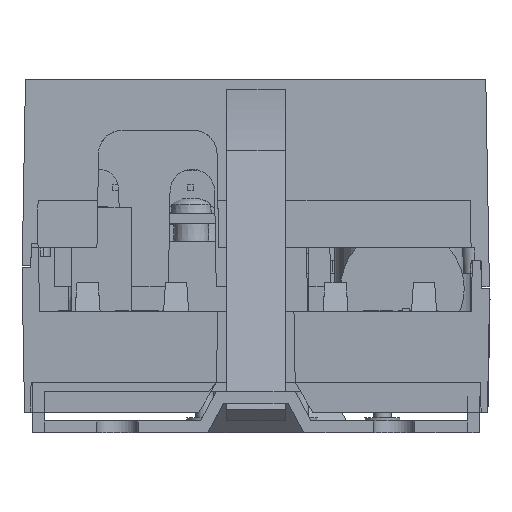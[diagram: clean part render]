
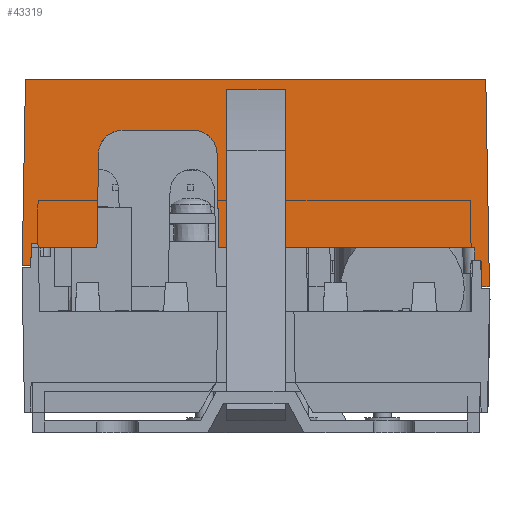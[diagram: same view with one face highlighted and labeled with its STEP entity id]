
A CAD part, front view. The second image highlights one B-rep face of the part: STEP entity #43319.
In plain terms, the highlighted face is planar.
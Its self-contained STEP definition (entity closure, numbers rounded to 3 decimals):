
#36765=ELLIPSE('',#153815,4.001,4.);
#36766=ELLIPSE('',#153816,4.001,4.);
#38974=FACE_OUTER_BOUND('',#80423,.T.);
#43319=ADVANCED_FACE('',(#38974),#47612,.T.);
#47612=PLANE('',#153817);
#57300=LINE('',#211932,#70538);
#57301=LINE('',#211940,#70539);
#57305=LINE('',#211951,#70543);
#57309=LINE('',#211959,#70547);
#57338=LINE('',#212022,#70576);
#57339=LINE('',#212025,#70577);
#57340=LINE('',#212027,#70578);
#57341=LINE('',#212029,#70579);
#57342=LINE('',#212031,#70580);
#57343=LINE('',#212033,#70581);
#57344=LINE('',#212037,#70582);
#57345=LINE('',#212041,#70583);
#57346=LINE('',#212042,#70584);
#57347=LINE('',#212043,#70585);
#57348=LINE('',#212044,#70586);
#57349=LINE('',#212045,#70587);
#57350=LINE('',#212047,#70588);
#57351=LINE('',#212049,#70589);
#57352=LINE('',#212051,#70590);
#57353=LINE('',#212053,#70591);
#70538=VECTOR('',#169017,1.);
#70539=VECTOR('',#169024,1.);
#70543=VECTOR('',#169032,1.);
#70547=VECTOR('',#169036,1.);
#70576=VECTOR('',#169091,1.);
#70577=VECTOR('',#169092,1.);
#70578=VECTOR('',#169093,1.);
#70579=VECTOR('',#169094,1.);
#70580=VECTOR('',#169095,1.);
#70581=VECTOR('',#169096,1.);
#70582=VECTOR('',#169099,1.);
#70583=VECTOR('',#169102,1.);
#70584=VECTOR('',#169103,1.);
#70585=VECTOR('',#169104,1.);
#70586=VECTOR('',#169105,1.);
#70587=VECTOR('',#169106,1.);
#70588=VECTOR('',#169107,1.);
#70589=VECTOR('',#169108,1.);
#70590=VECTOR('',#169109,1.);
#70591=VECTOR('',#169110,1.);
#80423=EDGE_LOOP('',(#98703,#98704,#98705,#98706,#98707,#98708,#98709,#98710,
#98711,#98712,#98713,#98714,#98715,#98716,#98717,#98718,#98719,#98720,#98721,
#98722,#98723,#98724));
#98703=ORIENTED_EDGE('',*,*,#137925,.T.);
#98704=ORIENTED_EDGE('',*,*,#137926,.F.);
#98705=ORIENTED_EDGE('',*,*,#137927,.T.);
#98706=ORIENTED_EDGE('',*,*,#137928,.F.);
#98707=ORIENTED_EDGE('',*,*,#137929,.F.);
#98708=ORIENTED_EDGE('',*,*,#137930,.F.);
#98709=ORIENTED_EDGE('',*,*,#137931,.T.);
#98710=ORIENTED_EDGE('',*,*,#137932,.F.);
#98711=ORIENTED_EDGE('',*,*,#137933,.T.);
#98712=ORIENTED_EDGE('',*,*,#137934,.F.);
#98713=ORIENTED_EDGE('',*,*,#137893,.F.);
#98714=ORIENTED_EDGE('',*,*,#137935,.T.);
#98715=ORIENTED_EDGE('',*,*,#137881,.T.);
#98716=ORIENTED_EDGE('',*,*,#137936,.F.);
#98717=ORIENTED_EDGE('',*,*,#137884,.T.);
#98718=ORIENTED_EDGE('',*,*,#137937,.T.);
#98719=ORIENTED_EDGE('',*,*,#137889,.F.);
#98720=ORIENTED_EDGE('',*,*,#137938,.T.);
#98721=ORIENTED_EDGE('',*,*,#137939,.T.);
#98722=ORIENTED_EDGE('',*,*,#137940,.T.);
#98723=ORIENTED_EDGE('',*,*,#137941,.F.);
#98724=ORIENTED_EDGE('',*,*,#137942,.T.);
#121272=VERTEX_POINT('',#211933);
#121273=VERTEX_POINT('',#211934);
#121274=VERTEX_POINT('',#211938);
#121275=VERTEX_POINT('',#211939);
#121277=VERTEX_POINT('',#211944);
#121280=VERTEX_POINT('',#211950);
#121281=VERTEX_POINT('',#211952);
#121284=VERTEX_POINT('',#211958);
#121306=VERTEX_POINT('',#212023);
#121307=VERTEX_POINT('',#212024);
#121308=VERTEX_POINT('',#212026);
#121309=VERTEX_POINT('',#212028);
#121310=VERTEX_POINT('',#212030);
#121311=VERTEX_POINT('',#212032);
#121312=VERTEX_POINT('',#212034);
#121313=VERTEX_POINT('',#212036);
#121314=VERTEX_POINT('',#212038);
#121315=VERTEX_POINT('',#212040);
#121316=VERTEX_POINT('',#212046);
#121317=VERTEX_POINT('',#212048);
#121318=VERTEX_POINT('',#212050);
#121319=VERTEX_POINT('',#212052);
#137881=EDGE_CURVE('',#121272,#121273,#57300,.T.);
#137884=EDGE_CURVE('',#121274,#121275,#57301,.T.);
#137889=EDGE_CURVE('',#121280,#121281,#57305,.T.);
#137893=EDGE_CURVE('',#121284,#121277,#57309,.T.);
#137925=EDGE_CURVE('',#121306,#121307,#57338,.T.);
#137926=EDGE_CURVE('',#121308,#121307,#57339,.T.);
#137927=EDGE_CURVE('',#121308,#121309,#57340,.T.);
#137928=EDGE_CURVE('',#121310,#121309,#57341,.T.);
#137929=EDGE_CURVE('',#121311,#121310,#57342,.T.);
#137930=EDGE_CURVE('',#121312,#121311,#57343,.T.);
#137931=EDGE_CURVE('',#121312,#121313,#36765,.T.);
#137932=EDGE_CURVE('',#121314,#121313,#57344,.T.);
#137933=EDGE_CURVE('',#121314,#121315,#36766,.T.);
#137934=EDGE_CURVE('',#121277,#121315,#57345,.T.);
#137935=EDGE_CURVE('',#121284,#121272,#57346,.T.);
#137936=EDGE_CURVE('',#121274,#121273,#57347,.T.);
#137937=EDGE_CURVE('',#121275,#121281,#57348,.T.);
#137938=EDGE_CURVE('',#121280,#121316,#57349,.T.);
#137939=EDGE_CURVE('',#121316,#121317,#57350,.T.);
#137940=EDGE_CURVE('',#121317,#121318,#57351,.T.);
#137941=EDGE_CURVE('',#121319,#121318,#57352,.T.);
#137942=EDGE_CURVE('',#121319,#121306,#57353,.T.);
#153815=AXIS2_PLACEMENT_3D('',#212035,#169097,#169098);
#153816=AXIS2_PLACEMENT_3D('',#212039,#169100,#169101);
#153817=AXIS2_PLACEMENT_3D('',#212054,#169111,#169112);
#169017=DIRECTION('',(0.017,0.,1.));
#169024=DIRECTION('',(-0.017,0.,-1.));
#169032=DIRECTION('',(0.,1.,0.));
#169036=DIRECTION('',(0.,1.,0.));
#169091=DIRECTION('',(0.,1.,0.));
#169092=DIRECTION('',(0.017,-0.017,1.));
#169093=DIRECTION('',(0.,-1.,0.));
#169094=DIRECTION('',(-0.017,0.017,-1.));
#169095=DIRECTION('',(0.,1.,0.));
#169096=DIRECTION('',(-0.017,0.017,-1.));
#169097=DIRECTION('',(1.,0.,-0.017));
#169098=DIRECTION('',(0.017,0.,1.));
#169099=DIRECTION('',(0.,1.,0.));
#169100=DIRECTION('',(1.,0.,-0.017));
#169101=DIRECTION('',(0.017,0.,1.));
#169102=DIRECTION('',(0.017,0.017,1.));
#169103=DIRECTION('',(0.017,0.,1.));
#169104=DIRECTION('',(0.,1.,0.));
#169105=DIRECTION('',(-0.017,0.,-1.));
#169106=DIRECTION('',(-0.017,-0.017,-1.));
#169107=DIRECTION('',(0.,-1.,0.));
#169108=DIRECTION('',(-0.017,-0.017,-1.));
#169109=DIRECTION('',(0.,1.,0.));
#169110=DIRECTION('',(0.017,0.017,1.));
#169111=DIRECTION('',(-1.,0.,0.017));
#169112=DIRECTION('',(-0.017,0.,-1.));
#211932=CARTESIAN_POINT('',(-132.799,-9.509,53.246));
#211933=CARTESIAN_POINT('',(-132.844,-9.509,50.67));
#211934=CARTESIAN_POINT('',(-132.754,-9.509,55.821));
#211938=CARTESIAN_POINT('',(-132.754,-19.509,55.821));
#211939=CARTESIAN_POINT('',(-132.844,-19.509,50.67));
#211940=CARTESIAN_POINT('',(-132.725,-19.509,57.484));
#211944=CARTESIAN_POINT('',(-133.224,-8.169,28.904));
#211950=CARTESIAN_POINT('',(-133.224,-51.578,28.904));
#211951=CARTESIAN_POINT('',(-133.224,-14.449,28.904));
#211952=CARTESIAN_POINT('',(-133.224,-19.509,28.904));
#211958=CARTESIAN_POINT('',(-133.224,-9.509,28.904));
#211959=CARTESIAN_POINT('',(-133.224,-14.449,28.904));
#212022=CARTESIAN_POINT('',(-132.725,-14.449,57.484));
#212023=CARTESIAN_POINT('',(-132.725,-53.579,57.484));
#212024=CARTESIAN_POINT('',(-132.725,24.681,57.484));
#212025=CARTESIAN_POINT('',(-132.683,24.638,59.936));
#212026=CARTESIAN_POINT('',(-133.278,25.233,25.854));
#212027=CARTESIAN_POINT('',(-133.278,24.681,25.854));
#212028=CARTESIAN_POINT('',(-133.278,23.763,25.854));
#212029=CARTESIAN_POINT('',(-132.683,23.168,59.936));
#212030=CARTESIAN_POINT('',(-133.224,23.709,28.904));
#212031=CARTESIAN_POINT('',(-133.224,-14.449,28.904));
#212032=CARTESIAN_POINT('',(-133.224,12.53,28.904));
#212033=CARTESIAN_POINT('',(-132.717,12.023,57.946));
#212034=CARTESIAN_POINT('',(-132.944,12.249,44.974));
#212035=CARTESIAN_POINT('',(-132.945,8.25,44.904));
#212036=CARTESIAN_POINT('',(-132.875,8.25,48.904));
#212037=CARTESIAN_POINT('',(-132.875,-14.449,48.904));
#212038=CARTESIAN_POINT('',(-132.875,-3.889,48.904));
#212039=CARTESIAN_POINT('',(-132.945,-3.889,44.904));
#212040=CARTESIAN_POINT('',(-132.944,-7.888,44.974));
#212041=CARTESIAN_POINT('',(-132.728,-7.672,57.366));
#212042=CARTESIAN_POINT('',(-132.799,-9.509,53.246));
#212043=CARTESIAN_POINT('',(-132.754,-19.509,55.821));
#212044=CARTESIAN_POINT('',(-132.725,-19.509,57.484));
#212045=CARTESIAN_POINT('',(-132.683,-51.037,59.936));
#212046=CARTESIAN_POINT('',(-133.26,-51.614,26.834));
#212047=CARTESIAN_POINT('',(-133.26,-51.079,26.834));
#212048=CARTESIAN_POINT('',(-133.26,-52.764,26.834));
#212049=CARTESIAN_POINT('',(-132.714,-52.218,58.143));
#212050=CARTESIAN_POINT('',(-133.34,-52.844,22.284));
#212051=CARTESIAN_POINT('',(-133.34,-14.449,22.284));
#212052=CARTESIAN_POINT('',(-133.34,-54.194,22.284));
#212053=CARTESIAN_POINT('',(-132.714,-53.567,58.167));
#212054=CARTESIAN_POINT('',(-132.725,-14.449,57.484));
